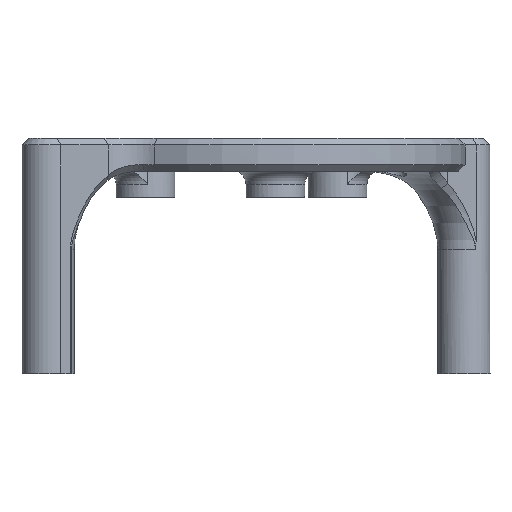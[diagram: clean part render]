
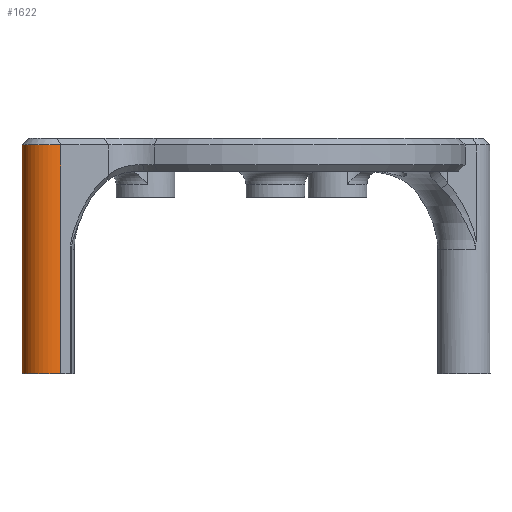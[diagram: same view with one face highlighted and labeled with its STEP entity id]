
A CAD part, front view. The second image highlights one B-rep face of the part: STEP entity #1622.
In plain terms, the highlighted cylindrical face has radius 4 mm (diameter 8 mm), a partial arc.
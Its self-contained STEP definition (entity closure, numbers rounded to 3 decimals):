
#88=CYLINDRICAL_SURFACE('',#1825,4.);
#171=LINE('',#3660,#270);
#172=LINE('',#3664,#271);
#270=VECTOR('',#2243,10.);
#271=VECTOR('',#2248,1000.);
#401=FACE_OUTER_BOUND('',#514,.T.);
#514=EDGE_LOOP('',(#1348,#1349,#1350,#1351));
#640=CIRCLE('',#1818,4.);
#644=CIRCLE('',#1826,4.);
#770=VERTEX_POINT('',#3324);
#771=VERTEX_POINT('',#3327);
#783=VERTEX_POINT('',#3658);
#784=VERTEX_POINT('',#3662);
#966=EDGE_CURVE('',#770,#771,#640,.T.);
#985=EDGE_CURVE('',#771,#783,#171,.T.);
#986=EDGE_CURVE('',#784,#783,#644,.T.);
#987=EDGE_CURVE('',#784,#770,#172,.T.);
#1348=ORIENTED_EDGE('',*,*,#966,.T.);
#1349=ORIENTED_EDGE('',*,*,#985,.T.);
#1350=ORIENTED_EDGE('',*,*,#986,.F.);
#1351=ORIENTED_EDGE('',*,*,#987,.T.);
#1622=ADVANCED_FACE('',(#401),#88,.T.);
#1818=AXIS2_PLACEMENT_3D('',#3329,#2222,#2223);
#1825=AXIS2_PLACEMENT_3D('',#3661,#2244,#2245);
#1826=AXIS2_PLACEMENT_3D('',#3663,#2246,#2247);
#2222=DIRECTION('center_axis',(0.,0.,1.));
#2223=DIRECTION('ref_axis',(-1.,0.,0.));
#2243=DIRECTION('',(0.,0.,1.));
#2244=DIRECTION('center_axis',(0.,0.,-1.));
#2245=DIRECTION('ref_axis',(-1.,0.,0.));
#2246=DIRECTION('center_axis',(0.,0.,1.));
#2247=DIRECTION('ref_axis',(-1.,0.,0.));
#2248=DIRECTION('',(0.,0.,-1.));
#3324=CARTESIAN_POINT('',(-34.846,-31.753,-22.));
#3327=CARTESIAN_POINT('',(-29.416,-37.183,-22.));
#3329=CARTESIAN_POINT('Origin',(-31.337,-33.674,-22.));
#3658=CARTESIAN_POINT('',(-29.416,-37.183,13.));
#3660=CARTESIAN_POINT('',(-29.416,-37.183,13.));
#3661=CARTESIAN_POINT('Origin',(-31.337,-33.674,13.));
#3662=CARTESIAN_POINT('',(-34.846,-31.753,13.));
#3663=CARTESIAN_POINT('Origin',(-31.337,-33.674,13.));
#3664=CARTESIAN_POINT('',(-34.846,-31.753,13.));
